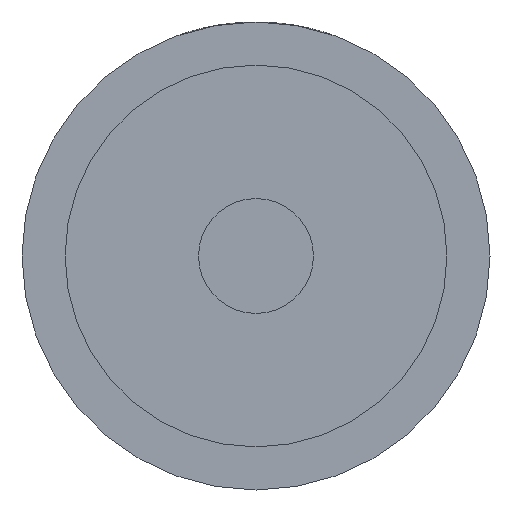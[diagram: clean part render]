
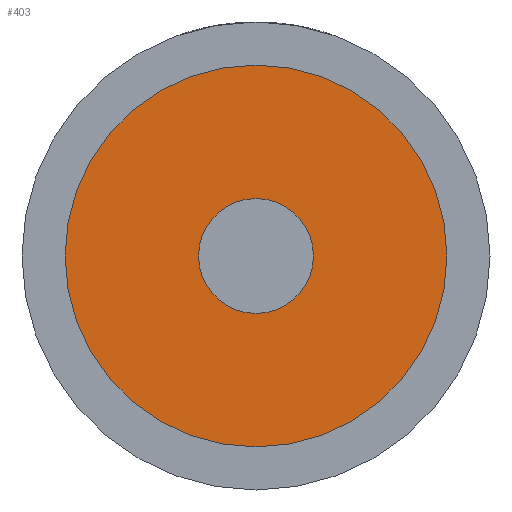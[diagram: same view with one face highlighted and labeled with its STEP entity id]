
A CAD part, front view. The second image highlights one B-rep face of the part: STEP entity #403.
In plain terms, the highlighted planar face has unit normal (0, -1, 0).
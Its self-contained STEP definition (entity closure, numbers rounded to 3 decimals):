
#4 = EDGE_CURVE ( 'NONE', #246, #531, #693, .T. ) ;
#17 = DIRECTION ( 'NONE',  ( 0., 0., 1. ) ) ;
#20 = EDGE_LOOP ( 'NONE', ( #412, #85 ) ) ;
#49 = CIRCLE ( 'NONE', #419, 1.4 ) ;
#63 = CARTESIAN_POINT ( 'NONE',  ( 0., 3.6, -4.65 ) ) ;
#85 = ORIENTED_EDGE ( 'NONE', *, *, #269, .F. ) ;
#86 = AXIS2_PLACEMENT_3D ( 'NONE', #518, #571, #101 ) ;
#101 = DIRECTION ( 'NONE',  ( 0., 0., 1. ) ) ;
#119 = CARTESIAN_POINT ( 'NONE',  ( 0., 3.6, 4.65 ) ) ;
#123 = VERTEX_POINT ( 'NONE', #63 ) ;
#136 = FACE_OUTER_BOUND ( 'NONE', #20, .T. ) ;
#159 = CARTESIAN_POINT ( 'NONE',  ( 0., 3.6, 0. ) ) ;
#163 = PLANE ( 'NONE',  #177 ) ;
#165 = DIRECTION ( 'NONE',  ( 0., 1., 0. ) ) ;
#166 = DIRECTION ( 'NONE',  ( 0., 1., 0. ) ) ;
#177 = AXIS2_PLACEMENT_3D ( 'NONE', #323, #165, #428 ) ;
#185 = VERTEX_POINT ( 'NONE', #119 ) ;
#210 = CIRCLE ( 'NONE', #685, 4.65 ) ;
#219 = DIRECTION ( 'NONE',  ( 0., 0., 1. ) ) ;
#246 = VERTEX_POINT ( 'NONE', #426 ) ;
#263 = AXIS2_PLACEMENT_3D ( 'NONE', #344, #339, #17 ) ;
#265 = EDGE_LOOP ( 'NONE', ( #602, #536 ) ) ;
#269 = EDGE_CURVE ( 'NONE', #123, #185, #516, .T. ) ;
#297 = EDGE_CURVE ( 'NONE', #531, #246, #49, .T. ) ;
#323 = CARTESIAN_POINT ( 'NONE',  ( 0., 3.6, -4.65 ) ) ;
#339 = DIRECTION ( 'NONE',  ( 0., 1., 0. ) ) ;
#344 = CARTESIAN_POINT ( 'NONE',  ( 0., 3.6, 0. ) ) ;
#401 = FACE_BOUND ( 'NONE', #265, .T. ) ;
#403 = ADVANCED_FACE ( 'NONE', ( #136, #401 ), #163, .F. ) ;
#412 = ORIENTED_EDGE ( 'NONE', *, *, #452, .F. ) ;
#419 = AXIS2_PLACEMENT_3D ( 'NONE', #520, #449, #628 ) ;
#426 = CARTESIAN_POINT ( 'NONE',  ( 0., 3.6, -1.4 ) ) ;
#428 = DIRECTION ( 'NONE',  ( 0., 0., 1. ) ) ;
#436 = CARTESIAN_POINT ( 'NONE',  ( 0., 3.6, 1.4 ) ) ;
#449 = DIRECTION ( 'NONE',  ( 0., 1., 0. ) ) ;
#452 = EDGE_CURVE ( 'NONE', #185, #123, #210, .T. ) ;
#516 = CIRCLE ( 'NONE', #263, 4.65 ) ;
#518 = CARTESIAN_POINT ( 'NONE',  ( 0., 3.6, 0. ) ) ;
#520 = CARTESIAN_POINT ( 'NONE',  ( 0., 3.6, 0. ) ) ;
#531 = VERTEX_POINT ( 'NONE', #436 ) ;
#536 = ORIENTED_EDGE ( 'NONE', *, *, #4, .T. ) ;
#571 = DIRECTION ( 'NONE',  ( 0., 1., 0. ) ) ;
#602 = ORIENTED_EDGE ( 'NONE', *, *, #297, .T. ) ;
#628 = DIRECTION ( 'NONE',  ( 0., 0., 1. ) ) ;
#685 = AXIS2_PLACEMENT_3D ( 'NONE', #159, #166, #219 ) ;
#693 = CIRCLE ( 'NONE', #86, 1.4 ) ;
